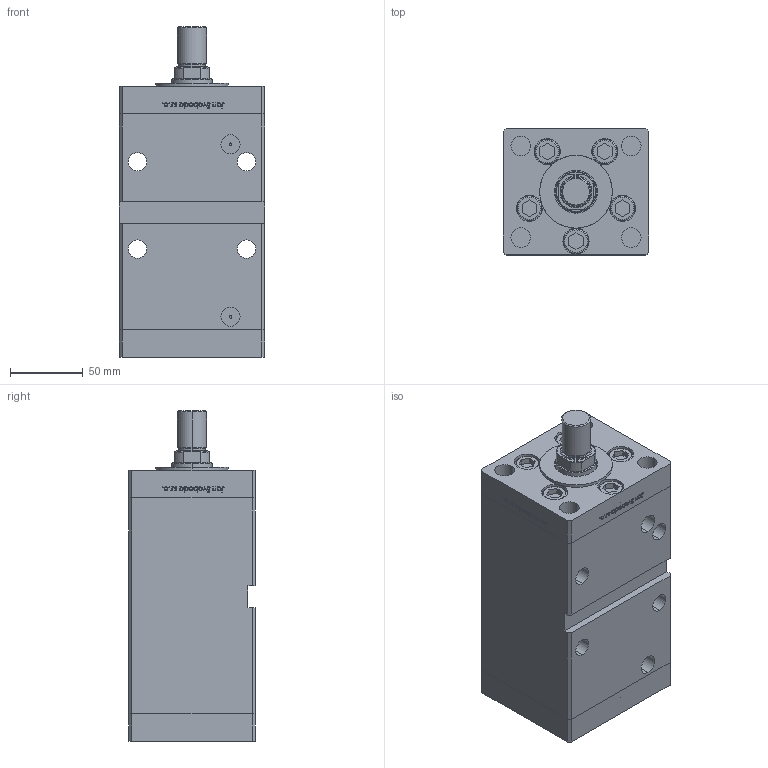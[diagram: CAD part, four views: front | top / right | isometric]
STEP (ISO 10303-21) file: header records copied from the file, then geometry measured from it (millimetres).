
FILE_DESCRIPTION (( 'STEP AP203' ), '1' );
FILE_NAME ('5a73.STEP', '2024-10-18T10:21:47', ( '' ), ( '' ), 'SwSTEP 2.0', 'SolidWorks 2019', '' );
FILE_SCHEMA (( 'CONFIG_CONTROL_DESIGN' ));
Length unit declared in the file: millimetre
Products named in the file (7): ALLEN BOLT 8b4ab39e7e1d23f0d0ff7b29178e27c9; 5a73; V220C_FRONT_E 8b4ab39e7e1d23f0d0ff7b29178e27c9; V220CC_MALE_METRIC 8b4ab39e7e1d23f0d0ff7b29178e27c9; V220C_VC_E 8b4ab39e7e1d23f0d0ff7b29178e27c9; V220C BACK_E 8b4ab39e7e1d23f0d0ff7b29178e27c9; V220C_E MIDDLE 8b4ab39e7e1d23f0d0ff7b29178e27c9
Assembly tree (15 placements, depth 2):
  5a73
    V220C BACK_E 8b4ab39e7e1d23f0d0ff7b29178e27c9
    V220C_E MIDDLE 8b4ab39e7e1d23f0d0ff7b29178e27c9
    V220C_FRONT_E 8b4ab39e7e1d23f0d0ff7b29178e27c9
    ALLEN BOLT 8b4ab39e7e1d23f0d0ff7b29178e27c9  x10
    V220CC_MALE_METRIC 8b4ab39e7e1d23f0d0ff7b29178e27c9
    V220C_VC_E 8b4ab39e7e1d23f0d0ff7b29178e27c9
Bounding box: 100 x 87 x 227.5 mm (x, y, z)
Volume: 1373565.6 mm3; surface area: 223638.2 mm2
Topology: 15 solids, 15 shells, 1228 faces, 3068 edges, 2010 vertices
Faces by surface type: bspline 484, plane 479, cylinder 169, cone 50, torus 46
Entity records: 53633 total; most frequent: CARTESIAN_POINT 30467, ORIENTED_EDGE 5304, DIRECTION 3110, EDGE_CURVE 2652, VERTEX_POINT 1758, VECTOR 1364, LINE 1364, EDGE_LOOP 1204
